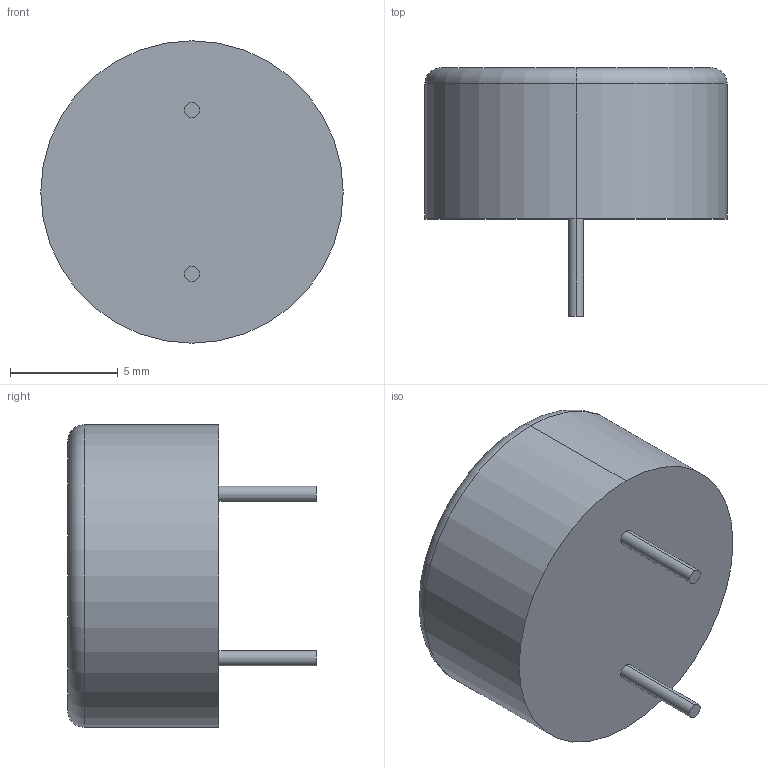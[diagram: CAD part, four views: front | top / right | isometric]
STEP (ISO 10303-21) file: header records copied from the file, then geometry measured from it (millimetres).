
FILE_DESCRIPTION (( 'STEP AP214' ), '1' );
FILE_NAME ('CUI_DEVICES_CEP-1162.step', '2019-10-20T21:33:26', ( '' ), ( '' ), 'SwSTEP 2.0', 'SolidWorks 2019', '' );
FILE_SCHEMA (( 'AUTOMOTIVE_DESIGN' ));
Length unit declared in the file: inch
Products named in the file (1): CUI_DEVICES_CEP-1162
Bounding box: 14 x 11.5 x 14 mm (x, y, z)
Volume: 1066.4 mm3; surface area: 640 mm2
Topology: 1 solids, 1 shells, 15 faces, 28 edges, 18 vertices
Faces by surface type: cylinder 8, plane 5, torus 2
Entity records: 621 total; most frequent: DIRECTION 80, CARTESIAN_POINT 62, ORIENTED_EDGE 56, AXIS2_PLACEMENT_3D 36, EDGE_CURVE 28, CIRCLE 20, DIMENSIONAL_EXPONENTS 18, UNCERTAINTY_MEASURE_WITH_UNIT 18
